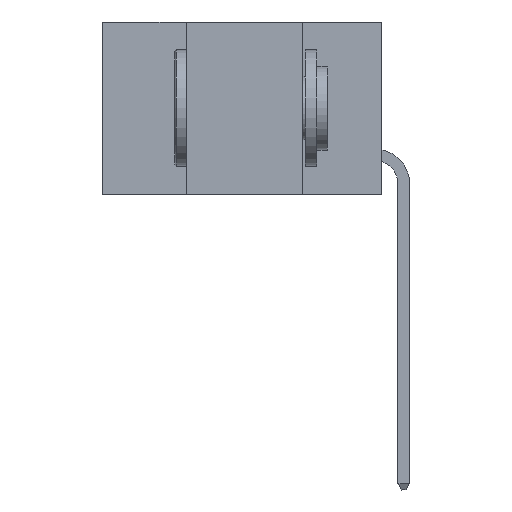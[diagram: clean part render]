
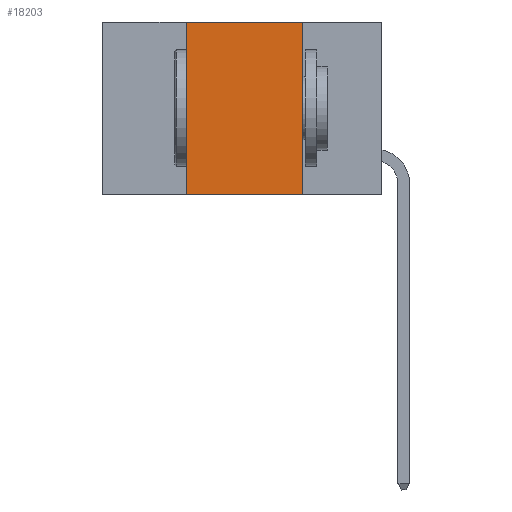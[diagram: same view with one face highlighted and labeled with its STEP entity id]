
A CAD part, left-side view. The second image highlights one B-rep face of the part: STEP entity #18203.
In plain terms, the highlighted planar face has unit normal (-1, 0, 0).
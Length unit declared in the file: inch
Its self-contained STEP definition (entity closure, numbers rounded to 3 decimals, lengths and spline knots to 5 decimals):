
#378 = VECTOR ( 'NONE', #2680, 39.37008 ) ;
#517 = LINE ( 'NONE', #12132, #1512 ) ;
#1512 = VECTOR ( 'NONE', #1534, 39.37008 ) ;
#1534 = DIRECTION ( 'NONE',  ( 0., 0., -1. ) ) ;
#2513 = EDGE_CURVE ( 'NONE', #17877, #18407, #8513, .T. ) ;
#2680 = DIRECTION ( 'NONE',  ( 0., -1., 0. ) ) ;
#2748 = CARTESIAN_POINT ( 'NONE',  ( 0., 0.6, 0. ) ) ;
#2919 = ORIENTED_EDGE ( 'NONE', *, *, #2513, .F. ) ;
#2946 = CARTESIAN_POINT ( 'NONE',  ( 0., 0.6, 0. ) ) ;
#3335 = CARTESIAN_POINT ( 'NONE',  ( 0., 0.42, 0. ) ) ;
#4821 = LINE ( 'NONE', #6763, #16760 ) ;
#5289 = AXIS2_PLACEMENT_3D ( 'NONE', #2946, #7481, #17907 ) ;
#5859 = CARTESIAN_POINT ( 'NONE',  ( 0., 0.42, 0. ) ) ;
#6578 = LINE ( 'NONE', #5859, #10114 ) ;
#6706 = CARTESIAN_POINT ( 'NONE',  ( 0., 0.42, -0.37 ) ) ;
#6763 = CARTESIAN_POINT ( 'NONE',  ( 0., 0.6, -0.37 ) ) ;
#7481 = DIRECTION ( 'NONE',  ( 1., 0., 0. ) ) ;
#8513 = LINE ( 'NONE', #2748, #378 ) ;
#8926 = EDGE_CURVE ( 'NONE', #12467, #13968, #4821, .T. ) ;
#10114 = VECTOR ( 'NONE', #11854, 39.37008 ) ;
#11654 = EDGE_CURVE ( 'NONE', #18407, #13968, #517, .T. ) ;
#11768 = EDGE_LOOP ( 'NONE', ( #13745, #2919, #17676, #13953 ) ) ;
#11783 = CARTESIAN_POINT ( 'NONE',  ( 0., 0.17, -0.37 ) ) ;
#11854 = DIRECTION ( 'NONE',  ( 0., 0., 1. ) ) ;
#12132 = CARTESIAN_POINT ( 'NONE',  ( 0., 0.17, 0. ) ) ;
#12467 = VERTEX_POINT ( 'NONE', #6706 ) ;
#12598 = FACE_OUTER_BOUND ( 'NONE', #11768, .T. ) ;
#13745 = ORIENTED_EDGE ( 'NONE', *, *, #11654, .F. ) ;
#13953 = ORIENTED_EDGE ( 'NONE', *, *, #8926, .T. ) ;
#13968 = VERTEX_POINT ( 'NONE', #11783 ) ;
#16418 = EDGE_CURVE ( 'NONE', #12467, #17877, #6578, .T. ) ;
#16760 = VECTOR ( 'NONE', #17245, 39.37008 ) ;
#17245 = DIRECTION ( 'NONE',  ( 0., -1., 0. ) ) ;
#17676 = ORIENTED_EDGE ( 'NONE', *, *, #16418, .F. ) ;
#17877 = VERTEX_POINT ( 'NONE', #3335 ) ;
#17907 = DIRECTION ( 'NONE',  ( 0., 0., -1. ) ) ;
#18203 = ADVANCED_FACE ( 'NONE', ( #12598 ), #19314, .F. ) ;
#18358 = CARTESIAN_POINT ( 'NONE',  ( 0., 0.17, 0. ) ) ;
#18407 = VERTEX_POINT ( 'NONE', #18358 ) ;
#19314 = PLANE ( 'NONE',  #5289 ) ;
